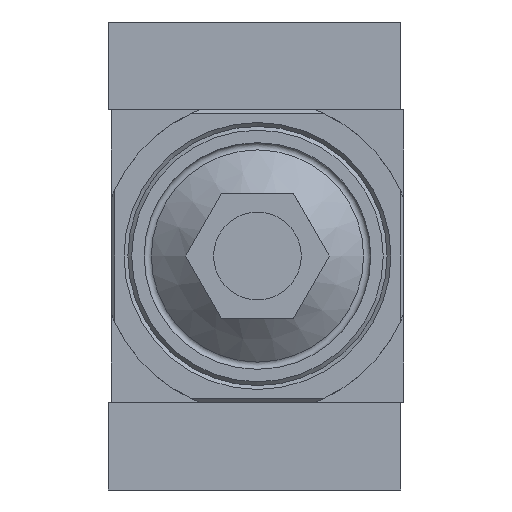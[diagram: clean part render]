
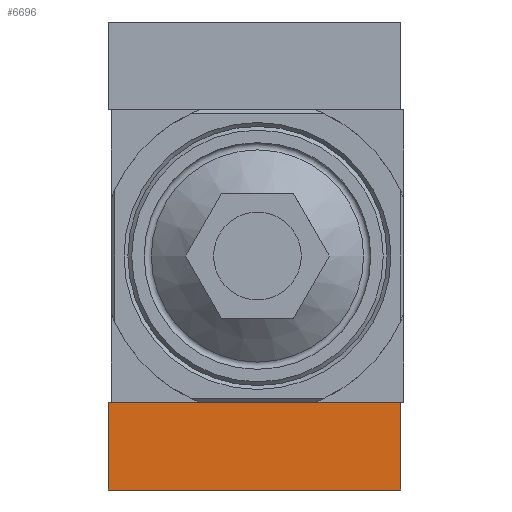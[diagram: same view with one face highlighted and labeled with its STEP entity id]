
A CAD part, front view. The second image highlights one B-rep face of the part: STEP entity #6696.
In plain terms, the highlighted face is planar.
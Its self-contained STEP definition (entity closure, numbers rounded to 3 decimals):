
#278=PLANE('',#7281);
#545=LINE('',#10405,#899);
#550=LINE('',#10419,#904);
#552=LINE('',#10423,#906);
#553=LINE('',#10424,#907);
#899=VECTOR('',#8569,1000.);
#904=VECTOR('',#8582,1000.);
#906=VECTOR('',#8586,1000.);
#907=VECTOR('',#8587,1000.);
#2018=ORIENTED_EDGE('',*,*,#3033,.T.);
#2019=ORIENTED_EDGE('',*,*,#3024,.F.);
#2020=ORIENTED_EDGE('',*,*,#3034,.F.);
#2021=ORIENTED_EDGE('',*,*,#3031,.T.);
#3024=EDGE_CURVE('',#3630,#3627,#545,.T.);
#3031=EDGE_CURVE('',#3636,#3635,#550,.T.);
#3033=EDGE_CURVE('',#3635,#3627,#552,.T.);
#3034=EDGE_CURVE('',#3636,#3630,#553,.T.);
#3627=VERTEX_POINT('',#10399);
#3630=VERTEX_POINT('',#10404);
#3635=VERTEX_POINT('',#10418);
#3636=VERTEX_POINT('',#10420);
#4412=EDGE_LOOP('',(#2018,#2019,#2020,#2021));
#4884=FACE_BOUND('',#4412,.T.);
#6696=ADVANCED_FACE('',(#4884),#278,.F.);
#7281=AXIS2_PLACEMENT_3D('',#10422,#8584,#8585);
#8569=DIRECTION('',(0.,0.,-1.));
#8582=DIRECTION('',(0.,0.,-1.));
#8584=DIRECTION('',(0.,-1.,0.));
#8585=DIRECTION('',(0.,0.,-1.));
#8586=DIRECTION('',(-1.,0.,0.));
#8587=DIRECTION('',(-1.,0.,0.));
#10399=CARTESIAN_POINT('',(-20.,10.,-6.));
#10404=CARTESIAN_POINT('',(-20.,10.,6.));
#10405=CARTESIAN_POINT('',(-20.,10.,6.));
#10418=CARTESIAN_POINT('',(20.,10.,-6.));
#10419=CARTESIAN_POINT('',(20.,10.,6.));
#10420=CARTESIAN_POINT('',(20.,10.,6.));
#10422=CARTESIAN_POINT('',(20.,10.,6.));
#10423=CARTESIAN_POINT('',(20.,10.,-6.));
#10424=CARTESIAN_POINT('',(20.,10.,6.));
